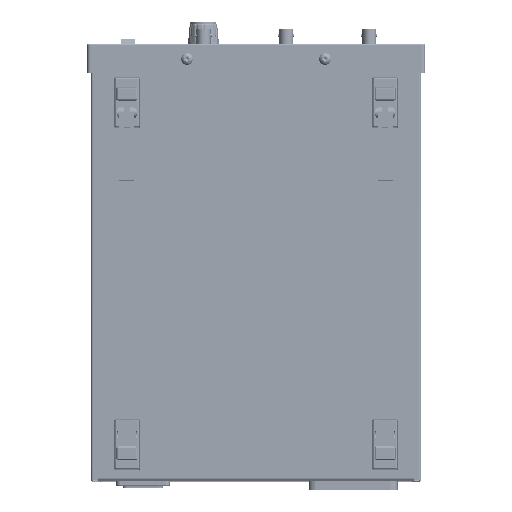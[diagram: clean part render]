
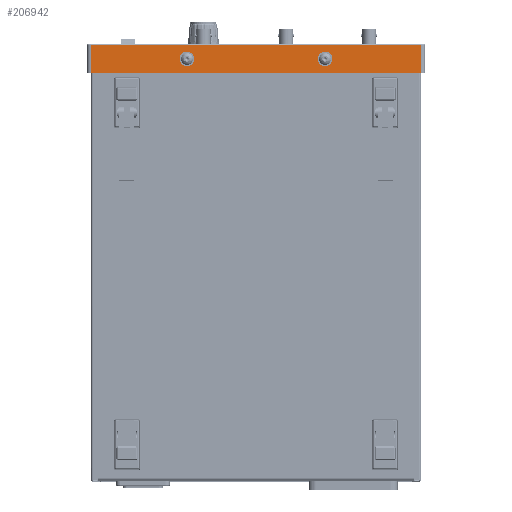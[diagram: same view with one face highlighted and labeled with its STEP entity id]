
A CAD part, front view. The second image highlights one B-rep face of the part: STEP entity #206942.
In plain terms, the highlighted planar face has unit normal (0, -1, 0).
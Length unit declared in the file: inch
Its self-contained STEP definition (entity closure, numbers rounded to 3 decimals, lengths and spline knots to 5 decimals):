
#18778 = VECTOR ( 'NONE', #36910, 39.37008 ) ;
#26374 = LINE ( 'NONE', #402141, #18778 ) ;
#36910 = DIRECTION ( 'NONE',  ( 1., 0., 0. ) ) ;
#43295 = CIRCLE ( 'NONE', #379076, 0.195 ) ;
#57872 = DIRECTION ( 'NONE',  ( 0., 0., -1. ) ) ;
#71109 = EDGE_LOOP ( 'NONE', ( #89193, #563992, #112872, #204544 ) ) ;
#89193 = ORIENTED_EDGE ( 'NONE', *, *, #512217, .T. ) ;
#102991 = CARTESIAN_POINT ( 'NONE',  ( -4.395, -0.15312, 0.165 ) ) ;
#112872 = ORIENTED_EDGE ( 'NONE', *, *, #388382, .T. ) ;
#130744 = VECTOR ( 'NONE', #189840, 39.37008 ) ;
#132608 = DIRECTION ( 'NONE',  ( 0., 0., -1. ) ) ;
#136644 = VERTEX_POINT ( 'NONE', #382683 ) ;
#154838 = LINE ( 'NONE', #102991, #305629 ) ;
#189840 = DIRECTION ( 'NONE',  ( 0., 0., -1. ) ) ;
#204544 = ORIENTED_EDGE ( 'NONE', *, *, #418165, .T. ) ;
#206942 = ADVANCED_FACE ( 'NONE', ( #440748, #383230, #239741 ), #490449, .T. ) ;
#221082 = CARTESIAN_POINT ( 'NONE',  ( 4.395, -0.15312, -0.595 ) ) ;
#226328 = VERTEX_POINT ( 'NONE', #289106 ) ;
#226878 = DIRECTION ( 'NONE',  ( 0., -1., 0. ) ) ;
#234230 = EDGE_LOOP ( 'NONE', ( #447213 ) ) ;
#239741 = FACE_OUTER_BOUND ( 'NONE', #71109, .T. ) ;
#241483 = EDGE_LOOP ( 'NONE', ( #558488 ) ) ;
#246073 = VERTEX_POINT ( 'NONE', #491227 ) ;
#251295 = AXIS2_PLACEMENT_3D ( 'NONE', #317202, #226878, #132608 ) ;
#264092 = VERTEX_POINT ( 'NONE', #438636 ) ;
#265479 = DIRECTION ( 'NONE',  ( 0., 0., 1. ) ) ;
#289106 = CARTESIAN_POINT ( 'NONE',  ( -1.835, -0.15312, -0.41 ) ) ;
#305629 = VECTOR ( 'NONE', #554730, 39.37008 ) ;
#317202 = CARTESIAN_POINT ( 'NONE',  ( -4.48313, -0.15312, -0.6 ) ) ;
#319177 = LINE ( 'NONE', #446163, #505727 ) ;
#332721 = DIRECTION ( 'NONE',  ( 0., -1., 0. ) ) ;
#353123 = CARTESIAN_POINT ( 'NONE',  ( -1.835, -0.15312, -0.215 ) ) ;
#379076 = AXIS2_PLACEMENT_3D ( 'NONE', #473015, #332721, #57872 ) ;
#382683 = CARTESIAN_POINT ( 'NONE',  ( -4.395, -0.15312, -0.595 ) ) ;
#383230 = FACE_BOUND ( 'NONE', #241483, .T. ) ;
#388382 = EDGE_CURVE ( 'NONE', #430878, #444547, #319177, .T. ) ;
#395339 = DIRECTION ( 'NONE',  ( 0., -1., 0. ) ) ;
#402079 = EDGE_CURVE ( 'NONE', #264092, #264092, #43295, .T. ) ;
#402141 = CARTESIAN_POINT ( 'NONE',  ( -4.48313, -0.15312, -0.595 ) ) ;
#418165 = EDGE_CURVE ( 'NONE', #444547, #246073, #154838, .T. ) ;
#430878 = VERTEX_POINT ( 'NONE', #221082 ) ;
#438636 = CARTESIAN_POINT ( 'NONE',  ( 1.835, -0.15312, -0.41 ) ) ;
#440748 = FACE_BOUND ( 'NONE', #234230, .T. ) ;
#444547 = VERTEX_POINT ( 'NONE', #580216 ) ;
#446163 = CARTESIAN_POINT ( 'NONE',  ( 4.395, -0.15312, -0.6 ) ) ;
#447213 = ORIENTED_EDGE ( 'NONE', *, *, #518942, .F. ) ;
#462671 = CARTESIAN_POINT ( 'NONE',  ( -4.395, -0.15312, -0.6 ) ) ;
#466267 = AXIS2_PLACEMENT_3D ( 'NONE', #353123, #395339, #537690 ) ;
#473015 = CARTESIAN_POINT ( 'NONE',  ( 1.835, -0.15312, -0.215 ) ) ;
#487493 = EDGE_CURVE ( 'NONE', #136644, #430878, #26374, .T. ) ;
#490449 = PLANE ( 'NONE',  #251295 ) ;
#491227 = CARTESIAN_POINT ( 'NONE',  ( -4.395, -0.15312, 0.165 ) ) ;
#500765 = CIRCLE ( 'NONE', #466267, 0.195 ) ;
#505727 = VECTOR ( 'NONE', #265479, 39.37008 ) ;
#512217 = EDGE_CURVE ( 'NONE', #246073, #136644, #590315, .T. ) ;
#518942 = EDGE_CURVE ( 'NONE', #226328, #226328, #500765, .T. ) ;
#537690 = DIRECTION ( 'NONE',  ( 0., 0., -1. ) ) ;
#554730 = DIRECTION ( 'NONE',  ( -1., 0., 0. ) ) ;
#558488 = ORIENTED_EDGE ( 'NONE', *, *, #402079, .F. ) ;
#563992 = ORIENTED_EDGE ( 'NONE', *, *, #487493, .T. ) ;
#580216 = CARTESIAN_POINT ( 'NONE',  ( 4.395, -0.15312, 0.165 ) ) ;
#590315 = LINE ( 'NONE', #462671, #130744 ) ;
